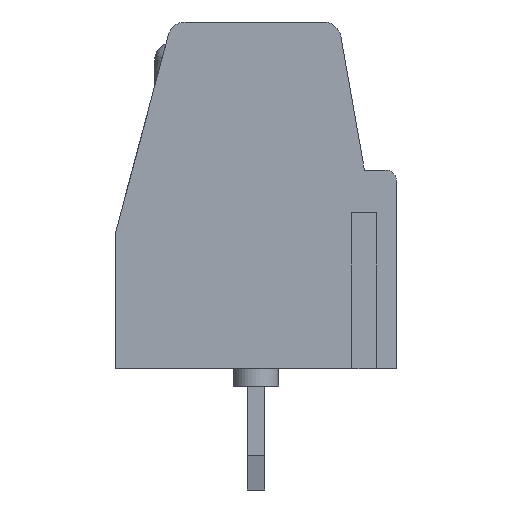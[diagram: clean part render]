
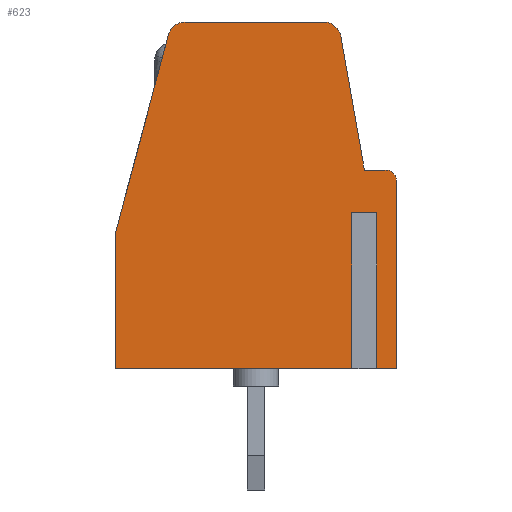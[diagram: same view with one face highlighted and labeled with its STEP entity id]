
A CAD part, left-side view. The second image highlights one B-rep face of the part: STEP entity #623.
In plain terms, the highlighted planar face has unit normal (-1, 0, 0).
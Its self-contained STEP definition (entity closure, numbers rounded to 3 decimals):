
#486 = VERTEX_POINT('',#487);
#487 = CARTESIAN_POINT('',(-2.54,-2.913,0.)
  );
#504 = VERTEX_POINT('',#505);
#505 = CARTESIAN_POINT('',(-2.54,-2.913,4.5));
#511 = EDGE_CURVE('',#504,#486,#512,.T.);
#512 = LINE('',#513,#514);
#513 = CARTESIAN_POINT('',(-2.54,-2.913,-42.225));
#514 = VECTOR('',#515,1.);
#515 = DIRECTION('',(0.,0.,-1.));
#623 = ADVANCED_FACE('',(#624),#732,.F.);
#624 = FACE_BOUND('',#625,.T.);
#625 = EDGE_LOOP('',(#626,#636,#644,#650,#651,#659,#667,#675,#683,#692,
    #700,#708,#717,#725));
#626 = ORIENTED_EDGE('',*,*,#627,.T.);
#627 = EDGE_CURVE('',#628,#630,#632,.T.);
#628 = VERTEX_POINT('',#629);
#629 = CARTESIAN_POINT('',(-2.54,2.524,9.629));
#630 = VERTEX_POINT('',#631);
#631 = CARTESIAN_POINT('',(-2.54,4.05,3.935));
#632 = LINE('',#633,#634);
#633 = CARTESIAN_POINT('',(-2.54,16.419,-42.225));
#634 = VECTOR('',#635,1.);
#635 = DIRECTION('',(0.,0.259,-0.966)
  );
#636 = ORIENTED_EDGE('',*,*,#637,.T.);
#637 = EDGE_CURVE('',#630,#638,#640,.T.);
#638 = VERTEX_POINT('',#639);
#639 = CARTESIAN_POINT('',(-2.54,4.05,0.));
#640 = LINE('',#641,#642);
#641 = CARTESIAN_POINT('',(-2.54,4.05,-42.225));
#642 = VECTOR('',#643,1.);
#643 = DIRECTION('',(0.,0.,-1.));
#644 = ORIENTED_EDGE('',*,*,#645,.T.);
#645 = EDGE_CURVE('',#638,#486,#646,.T.);
#646 = LINE('',#647,#648);
#647 = CARTESIAN_POINT('',(-2.54,-53.072,0.)
  );
#648 = VECTOR('',#649,1.);
#649 = DIRECTION('',(0.,-1.,0.));
#650 = ORIENTED_EDGE('',*,*,#511,.F.);
#651 = ORIENTED_EDGE('',*,*,#652,.T.);
#652 = EDGE_CURVE('',#504,#653,#655,.T.);
#653 = VERTEX_POINT('',#654);
#654 = CARTESIAN_POINT('',(-2.54,-3.327,4.5));
#655 = LINE('',#656,#657);
#656 = CARTESIAN_POINT('',(-2.54,-53.072,4.5));
#657 = VECTOR('',#658,1.);
#658 = DIRECTION('',(0.,-1.,0.));
#659 = ORIENTED_EDGE('',*,*,#660,.F.);
#660 = EDGE_CURVE('',#661,#653,#663,.T.);
#661 = VERTEX_POINT('',#662);
#662 = CARTESIAN_POINT('',(-2.54,-3.327,0.)
  );
#663 = LINE('',#664,#665);
#664 = CARTESIAN_POINT('',(-2.54,-3.327,-42.225));
#665 = VECTOR('',#666,1.);
#666 = DIRECTION('',(0.,0.,1.));
#667 = ORIENTED_EDGE('',*,*,#668,.T.);
#668 = EDGE_CURVE('',#661,#669,#671,.T.);
#669 = VERTEX_POINT('',#670);
#670 = CARTESIAN_POINT('',(-2.54,-4.05,0.)
  );
#671 = LINE('',#672,#673);
#672 = CARTESIAN_POINT('',(-2.54,-53.072,0.)
  );
#673 = VECTOR('',#674,1.);
#674 = DIRECTION('',(0.,-1.,0.));
#675 = ORIENTED_EDGE('',*,*,#676,.T.);
#676 = EDGE_CURVE('',#669,#677,#679,.T.);
#677 = VERTEX_POINT('',#678);
#678 = CARTESIAN_POINT('',(-2.54,-4.05,5.43));
#679 = LINE('',#680,#681);
#680 = CARTESIAN_POINT('',(-2.54,-4.05,-42.225));
#681 = VECTOR('',#682,1.);
#682 = DIRECTION('',(0.,0.,1.));
#683 = ORIENTED_EDGE('',*,*,#684,.F.);
#684 = EDGE_CURVE('',#685,#677,#687,.T.);
#685 = VERTEX_POINT('',#686);
#686 = CARTESIAN_POINT('',(-2.54,-3.75,5.73));
#687 = CIRCLE('',#688,0.3);
#688 = AXIS2_PLACEMENT_3D('',#689,#690,#691);
#689 = CARTESIAN_POINT('',(-2.54,-3.75,5.43));
#690 = DIRECTION('',(1.,0.,0.));
#691 = DIRECTION('',(0.,1.,0.));
#692 = ORIENTED_EDGE('',*,*,#693,.T.);
#693 = EDGE_CURVE('',#685,#694,#696,.T.);
#694 = VERTEX_POINT('',#695);
#695 = CARTESIAN_POINT('',(-2.54,-3.128,5.73));
#696 = LINE('',#697,#698);
#697 = CARTESIAN_POINT('',(-2.54,-53.072,5.73));
#698 = VECTOR('',#699,1.);
#699 = DIRECTION('',(0.,1.,0.));
#700 = ORIENTED_EDGE('',*,*,#701,.T.);
#701 = EDGE_CURVE('',#694,#702,#704,.T.);
#702 = VERTEX_POINT('',#703);
#703 = CARTESIAN_POINT('',(-2.54,-2.448,9.587));
#704 = LINE('',#705,#706);
#705 = CARTESIAN_POINT('',(-2.54,-11.584,-42.225));
#706 = VECTOR('',#707,1.);
#707 = DIRECTION('',(0.,0.174,0.985)
  );
#708 = ORIENTED_EDGE('',*,*,#709,.F.);
#709 = EDGE_CURVE('',#710,#702,#712,.T.);
#710 = VERTEX_POINT('',#711);
#711 = CARTESIAN_POINT('',(-2.54,-1.955,10.));
#712 = CIRCLE('',#713,0.5);
#713 = AXIS2_PLACEMENT_3D('',#714,#715,#716);
#714 = CARTESIAN_POINT('',(-2.54,-1.955,9.5));
#715 = DIRECTION('',(1.,0.,0.));
#716 = DIRECTION('',(0.,1.,0.));
#717 = ORIENTED_EDGE('',*,*,#718,.T.);
#718 = EDGE_CURVE('',#710,#719,#721,.T.);
#719 = VERTEX_POINT('',#720);
#720 = CARTESIAN_POINT('',(-2.54,2.041,10.));
#721 = LINE('',#722,#723);
#722 = CARTESIAN_POINT('',(-2.54,-53.072,10.));
#723 = VECTOR('',#724,1.);
#724 = DIRECTION('',(0.,1.,0.));
#725 = ORIENTED_EDGE('',*,*,#726,.F.);
#726 = EDGE_CURVE('',#628,#719,#727,.T.);
#727 = CIRCLE('',#728,0.5);
#728 = AXIS2_PLACEMENT_3D('',#729,#730,#731);
#729 = CARTESIAN_POINT('',(-2.54,2.041,9.5));
#730 = DIRECTION('',(1.,0.,0.));
#731 = DIRECTION('',(0.,1.,0.));
#732 = PLANE('',#733);
#733 = AXIS2_PLACEMENT_3D('',#734,#735,#736);
#734 = CARTESIAN_POINT('',(-2.54,35.854,-15.509));
#735 = DIRECTION('',(1.,0.,0.));
#736 = DIRECTION('',(0.,1.,0.));
